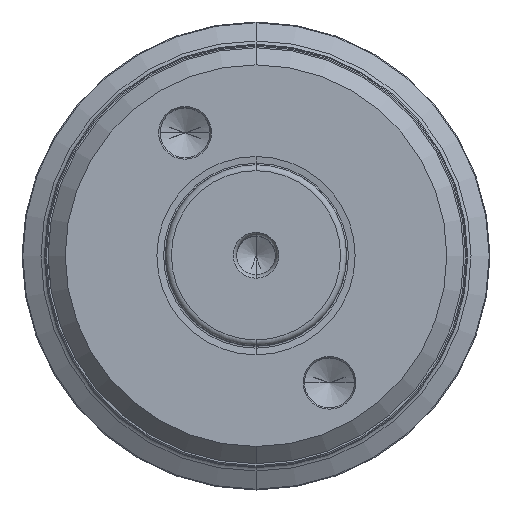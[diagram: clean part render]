
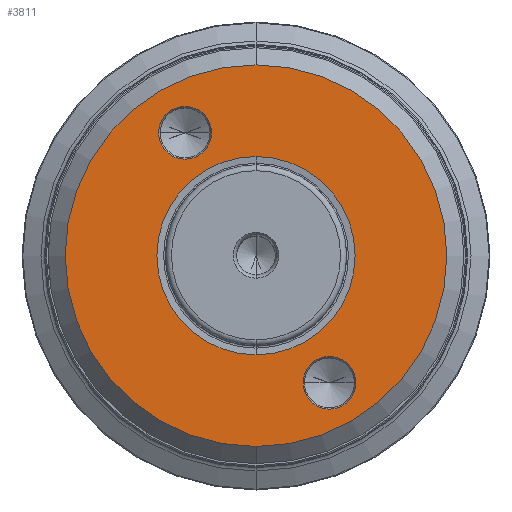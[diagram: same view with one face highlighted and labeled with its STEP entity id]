
A CAD part, top view. The second image highlights one B-rep face of the part: STEP entity #3811.
In plain terms, the highlighted face is planar.
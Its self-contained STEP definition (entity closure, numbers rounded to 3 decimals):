
#1939=CARTESIAN_POINT('',(0.,0.,0.));
#1940=DIRECTION('',(0.,0.,-1.));
#1941=DIRECTION('',(0.,1.,0.));
#1942=AXIS2_PLACEMENT_3D('',#1939,#1940,#1941);
#1947=CARTESIAN_POINT('',(0.,0.,0.));
#1948=DIRECTION('',(0.,0.,-1.));
#1949=DIRECTION('',(0.,-1.,0.));
#1950=AXIS2_PLACEMENT_3D('',#1947,#1948,#1949);
#1955=CARTESIAN_POINT('',(14.5,25.115,0.));
#1956=DIRECTION('',(0.,0.,1.));
#1957=DIRECTION('',(-1.,0.,0.));
#1958=AXIS2_PLACEMENT_3D('',#1955,#1956,#1957);
#1963=CARTESIAN_POINT('',(14.5,25.115,0.));
#1964=DIRECTION('',(0.,0.,1.));
#1965=DIRECTION('',(1.,0.,0.));
#1966=AXIS2_PLACEMENT_3D('',#1963,#1964,#1965);
#1971=CARTESIAN_POINT('',(-15.,-25.981,0.));
#1972=DIRECTION('',(0.,0.,1.));
#1973=DIRECTION('',(-1.,0.,0.));
#1974=AXIS2_PLACEMENT_3D('',#1971,#1972,#1973);
#1979=CARTESIAN_POINT('',(-15.,-25.981,0.));
#1980=DIRECTION('',(0.,0.,1.));
#1981=DIRECTION('',(1.,0.,0.));
#1982=AXIS2_PLACEMENT_3D('',#1979,#1980,#1981);
#2001=CARTESIAN_POINT('',(0.,0.,0.));
#2002=DIRECTION('',(0.,0.,1.));
#2003=DIRECTION('',(0.,1.,0.));
#2004=AXIS2_PLACEMENT_3D('',#2001,#2002,#2003);
#2009=CARTESIAN_POINT('',(0.,0.,0.));
#2010=DIRECTION('',(0.,0.,1.));
#2011=DIRECTION('',(0.,-1.,0.));
#2012=AXIS2_PLACEMENT_3D('',#2009,#2010,#2011);
#2604=CARTESIAN_POINT('',(0.,39.,0.));
#2606=VERTEX_POINT('',#2604);
#2615=CARTESIAN_POINT('',(0.,-39.,0.));
#2617=VERTEX_POINT('',#2615);
#2637=CARTESIAN_POINT('',(0.,20.265,0.));
#2638=VERTEX_POINT('',#2637);
#2641=CARTESIAN_POINT('',(0.,-20.265,0.));
#2642=VERTEX_POINT('',#2641);
#2661=CARTESIAN_POINT('',(9.111,25.115,0.));
#2662=VERTEX_POINT('',#2661);
#2663=CARTESIAN_POINT('',(19.889,25.115,0.));
#2664=VERTEX_POINT('',#2663);
#2675=CARTESIAN_POINT('',(-20.389,-25.981,0.));
#2676=VERTEX_POINT('',#2675);
#2677=CARTESIAN_POINT('',(-9.611,-25.981,0.));
#2678=VERTEX_POINT('',#2677);
#3784=CARTESIAN_POINT('',(0.,0.,0.));
#3785=DIRECTION('',(0.,0.,-1.));
#3786=DIRECTION('',(0.,-1.,0.));
#3787=AXIS2_PLACEMENT_3D('',#3784,#3785,#3786);
#3788=PLANE('',#3787);
#3790=ORIENTED_EDGE('',*,*,#3789,.T.);
#3792=ORIENTED_EDGE('',*,*,#3791,.T.);
#3793=EDGE_LOOP('',(#3790,#3792));
#3794=FACE_OUTER_BOUND('',#3793,.F.);
#3795=ORIENTED_EDGE('',*,*,#3779,.T.);
#3796=ORIENTED_EDGE('',*,*,#3763,.T.);
#3797=EDGE_LOOP('',(#3795,#3796));
#3798=FACE_BOUND('',#3797,.F.);
#3800=ORIENTED_EDGE('',*,*,#3799,.F.);
#3802=ORIENTED_EDGE('',*,*,#3801,.F.);
#3803=EDGE_LOOP('',(#3800,#3802));
#3804=FACE_BOUND('',#3803,.F.);
#3806=ORIENTED_EDGE('',*,*,#3805,.F.);
#3808=ORIENTED_EDGE('',*,*,#3807,.F.);
#3809=EDGE_LOOP('',(#3806,#3808));
#3810=FACE_BOUND('',#3809,.F.);
#1943=CIRCLE('',#1942,20.265);
#1951=CIRCLE('',#1950,20.265);
#1959=CIRCLE('',#1958,5.389);
#1967=CIRCLE('',#1966,5.389);
#1975=CIRCLE('',#1974,5.389);
#1983=CIRCLE('',#1982,5.389);
#2005=CIRCLE('',#2004,39.);
#2013=CIRCLE('',#2012,39.);
#3763=EDGE_CURVE('',#2642,#2638,#1951,.T.);
#3779=EDGE_CURVE('',#2638,#2642,#1943,.T.);
#3789=EDGE_CURVE('',#2606,#2617,#2005,.T.);
#3791=EDGE_CURVE('',#2617,#2606,#2013,.T.);
#3799=EDGE_CURVE('',#2662,#2664,#1959,.T.);
#3801=EDGE_CURVE('',#2664,#2662,#1967,.T.);
#3805=EDGE_CURVE('',#2676,#2678,#1975,.T.);
#3807=EDGE_CURVE('',#2678,#2676,#1983,.T.);
#3811=ADVANCED_FACE('',(#3794,#3798,#3804,#3810),#3788,.T.);
